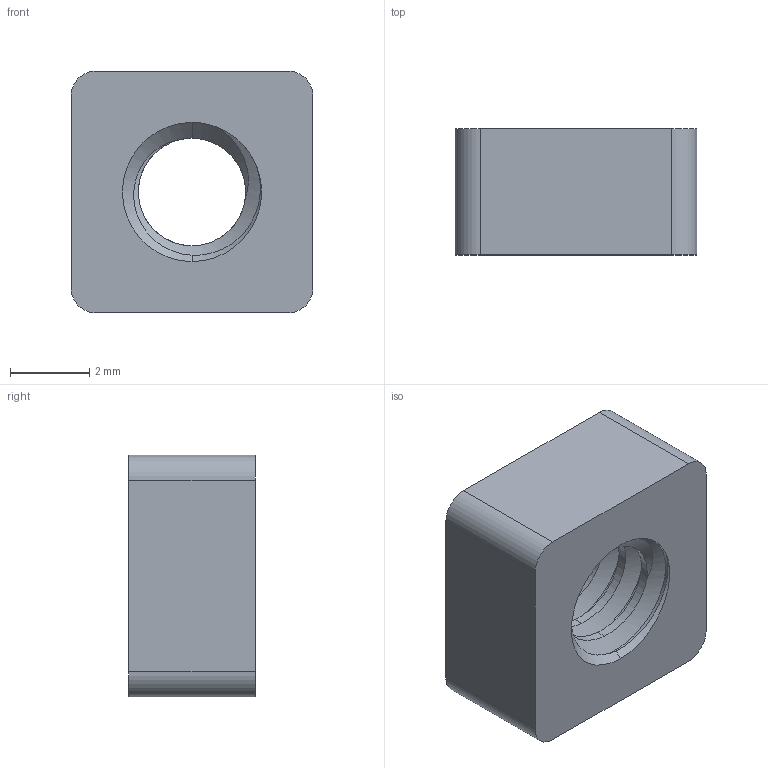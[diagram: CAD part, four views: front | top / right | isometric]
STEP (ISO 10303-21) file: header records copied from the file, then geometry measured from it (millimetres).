
FILE_DESCRIPTION (( 'STEP AP203' ), '1' );
FILE_NAME ('585474.STEP', '2017-07-05T18:30:35', ( '' ), ( '' ), 'SwSTEP 2.0', 'SolidWorks 2016', '' );
FILE_SCHEMA (( 'CONFIG_CONTROL_DESIGN' ));
Length unit declared in the file: inch
Products named in the file (1): 585474
Bounding box: 6.1 x 3.17 x 6.1 mm (x, y, z)
Volume: 92.9 mm3; surface area: 176.9 mm2
Topology: 1 solids, 1 shells, 36 faces, 96 edges, 62 vertices
Faces by surface type: cylinder 21, cone 7, plane 6, bspline 2
Entity records: 2321 total; most frequent: CARTESIAN_POINT 1441, ORIENTED_EDGE 192, DIRECTION 146, EDGE_CURVE 96, VERTEX_POINT 62, AXIS2_PLACEMENT_3D 55, EDGE_LOOP 38, VECTOR 36
